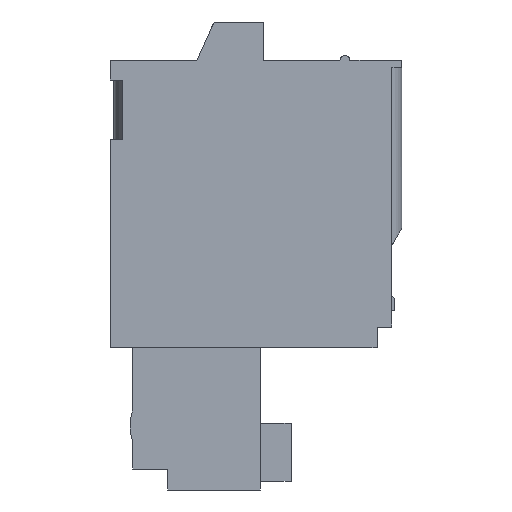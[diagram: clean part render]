
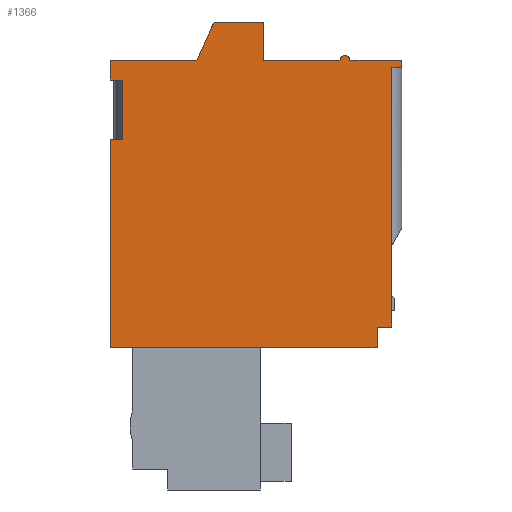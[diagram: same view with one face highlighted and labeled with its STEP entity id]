
A CAD part, left-side view. The second image highlights one B-rep face of the part: STEP entity #1366.
In plain terms, the highlighted planar face has unit normal (-1, 0, 0).
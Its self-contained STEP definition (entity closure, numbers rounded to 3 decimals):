
#1366 = ADVANCED_FACE( '', ( #2794 ), #2795, .T. );
#2794 = FACE_OUTER_BOUND( '', #4329, .T. );
#2795 = PLANE( '', #4330 );
#4329 = EDGE_LOOP( '', ( #8131, #8132, #8133, #8134, #8135, #8136, #8137, #8138, #8139, #8140, #8141, #8142, #8143, #8144, #8145, #8146, #8147, #8148 ) );
#4330 = AXIS2_PLACEMENT_3D( '', #8149, #8150, #8151 );
#8131 = ORIENTED_EDGE( '', *, *, #11159, .T. );
#8132 = ORIENTED_EDGE( '', *, *, #11160, .T. );
#8133 = ORIENTED_EDGE( '', *, *, #10749, .T. );
#8134 = ORIENTED_EDGE( '', *, *, #11161, .T. );
#8135 = ORIENTED_EDGE( '', *, *, #10857, .T. );
#8136 = ORIENTED_EDGE( '', *, *, #11162, .T. );
#8137 = ORIENTED_EDGE( '', *, *, #10657, .T. );
#8138 = ORIENTED_EDGE( '', *, *, #11072, .T. );
#8139 = ORIENTED_EDGE( '', *, *, #10910, .T. );
#8140 = ORIENTED_EDGE( '', *, *, #11163, .T. );
#8141 = ORIENTED_EDGE( '', *, *, #9835, .T. );
#8142 = ORIENTED_EDGE( '', *, *, #11164, .T. );
#8143 = ORIENTED_EDGE( '', *, *, #10466, .T. );
#8144 = ORIENTED_EDGE( '', *, *, #10731, .T. );
#8145 = ORIENTED_EDGE( '', *, *, #9696, .T. );
#8146 = ORIENTED_EDGE( '', *, *, #10383, .T. );
#8147 = ORIENTED_EDGE( '', *, *, #9584, .T. );
#8148 = ORIENTED_EDGE( '', *, *, #9662, .T. );
#8149 = CARTESIAN_POINT( '', ( -4.05, -4.1, 5.55 ) );
#8150 = DIRECTION( '', ( -1., 0., 0. ) );
#8151 = DIRECTION( '', ( 0., 0., 1. ) );
#9584 = EDGE_CURVE( '', #11506, #11507, #11508, .T. );
#9662 = EDGE_CURVE( '', #11507, #11648, #11650, .T. );
#9696 = EDGE_CURVE( '', #11708, #11706, #11709, .T. );
#9835 = EDGE_CURVE( '', #11960, #11958, #11961, .T. );
#10383 = EDGE_CURVE( '', #11706, #11506, #12867, .T. );
#10466 = EDGE_CURVE( '', #12992, #12993, #12994, .T. );
#10657 = EDGE_CURVE( '', #13283, #13284, #13285, .T. );
#10731 = EDGE_CURVE( '', #12993, #11708, #13387, .T. );
#10749 = EDGE_CURVE( '', #13412, #13413, #13414, .T. );
#10857 = EDGE_CURVE( '', #13554, #13555, #13556, .T. );
#10910 = EDGE_CURVE( '', #13622, #13620, #13623, .T. );
#11072 = EDGE_CURVE( '', #13284, #13622, #13828, .T. );
#11159 = EDGE_CURVE( '', #11648, #13933, #13934, .T. );
#11160 = EDGE_CURVE( '', #13933, #13412, #13935, .T. );
#11161 = EDGE_CURVE( '', #13413, #13554, #13936, .T. );
#11162 = EDGE_CURVE( '', #13555, #13283, #13937, .T. );
#11163 = EDGE_CURVE( '', #13620, #11960, #13938, .T. );
#11164 = EDGE_CURVE( '', #11958, #12992, #13939, .T. );
#11506 = VERTEX_POINT( '', #14340 );
#11507 = VERTEX_POINT( '', #14341 );
#11508 = LINE( '', #14342, #14343 );
#11648 = VERTEX_POINT( '', #14543 );
#11650 = LINE( '', #14546, #14547 );
#11706 = VERTEX_POINT( '', #14623 );
#11708 = VERTEX_POINT( '', #14626 );
#11709 = LINE( '', #14627, #14628 );
#11958 = VERTEX_POINT( '', #14987 );
#11960 = VERTEX_POINT( '', #14990 );
#11961 = LINE( '', #14991, #14992 );
#12867 = LINE( '', #16299, #16300 );
#12992 = VERTEX_POINT( '', #16478 );
#12993 = VERTEX_POINT( '', #16479 );
#12994 = LINE( '', #16480, #16481 );
#13283 = VERTEX_POINT( '', #16944 );
#13284 = VERTEX_POINT( '', #16945 );
#13285 = CIRCLE( '', #16946, 0.2 );
#13387 = LINE( '', #17112, #17113 );
#13412 = VERTEX_POINT( '', #17149 );
#13413 = VERTEX_POINT( '', #17150 );
#13414 = LINE( '', #17151, #17152 );
#13554 = VERTEX_POINT( '', #17380 );
#13555 = VERTEX_POINT( '', #17381 );
#13556 = LINE( '', #17382, #17383 );
#13620 = VERTEX_POINT( '', #17483 );
#13622 = VERTEX_POINT( '', #17486 );
#13623 = LINE( '', #17487, #17488 );
#13828 = LINE( '', #17788, #17789 );
#13933 = VERTEX_POINT( '', #17948 );
#13934 = LINE( '', #17949, #17950 );
#13935 = LINE( '', #17951, #17952 );
#13936 = LINE( '', #17953, #17954 );
#13937 = LINE( '', #17955, #17956 );
#13938 = LINE( '', #17957, #17958 );
#13939 = LINE( '', #17959, #17960 );
#14340 = CARTESIAN_POINT( '', ( -4.05, 5.4, 2.35 ) );
#14341 = CARTESIAN_POINT( '', ( -4.05, 5.4, -6.1 ) );
#14342 = CARTESIAN_POINT( '', ( -4.05, 5.4, 2.35 ) );
#14343 = VECTOR( '', #18383, 1000. );
#14543 = CARTESIAN_POINT( '', ( -4.05, -5.4, -6.1 ) );
#14546 = CARTESIAN_POINT( '', ( -4.05, 5.4, -6.1 ) );
#14547 = VECTOR( '', #18466, 1000. );
#14623 = CARTESIAN_POINT( '', ( -4.05, 4.9, 2.35 ) );
#14626 = CARTESIAN_POINT( '', ( -4.05, 4.9, 4.75 ) );
#14627 = CARTESIAN_POINT( '', ( -4.05, 4.9, 4.75 ) );
#14628 = VECTOR( '', #18503, 1000. );
#14987 = CARTESIAN_POINT( '', ( -4.05, 1.9, 5.55 ) );
#14990 = CARTESIAN_POINT( '', ( -4.05, 1.2, 7.1 ) );
#14991 = CARTESIAN_POINT( '', ( -4.05, 1.2, 7.1 ) );
#14992 = VECTOR( '', #18639, 1000. );
#16299 = CARTESIAN_POINT( '', ( -4.05, 4.9, 2.35 ) );
#16300 = VECTOR( '', #19191, 1000. );
#16478 = CARTESIAN_POINT( '', ( -4.05, 5.4, 5.55 ) );
#16479 = CARTESIAN_POINT( '', ( -4.05, 5.4, 4.75 ) );
#16480 = CARTESIAN_POINT( '', ( -4.05, 5.4, 5.55 ) );
#16481 = VECTOR( '', #19275, 1000. );
#16944 = CARTESIAN_POINT( '', ( -4.05, -4.3, 5.55 ) );
#16945 = CARTESIAN_POINT( '', ( -4.05, -3.9, 5.55 ) );
#16946 = AXIS2_PLACEMENT_3D( '', #19447, #19448, #19449 );
#17112 = CARTESIAN_POINT( '', ( -4.05, 5.4, 4.75 ) );
#17113 = VECTOR( '', #19513, 1000. );
#17149 = CARTESIAN_POINT( '', ( -4.05, -6., -5.25 ) );
#17150 = CARTESIAN_POINT( '', ( -4.05, -6., 5.25 ) );
#17151 = CARTESIAN_POINT( '', ( -4.05, -6., -5.25 ) );
#17152 = VECTOR( '', #19528, 1000. );
#17380 = CARTESIAN_POINT( '', ( -4.05, -6.4, 5.25 ) );
#17381 = CARTESIAN_POINT( '', ( -4.05, -6.4, 5.55 ) );
#17382 = CARTESIAN_POINT( '', ( -4.05, -6.4, 5.25 ) );
#17383 = VECTOR( '', #19613, 1000. );
#17483 = CARTESIAN_POINT( '', ( -4.05, -0.8, 7.1 ) );
#17486 = CARTESIAN_POINT( '', ( -4.05, -0.8, 5.55 ) );
#17487 = CARTESIAN_POINT( '', ( -4.05, -0.8, 5.55 ) );
#17488 = VECTOR( '', #19654, 1000. );
#17788 = CARTESIAN_POINT( '', ( -4.05, -3.9, 5.55 ) );
#17789 = VECTOR( '', #19792, 1000. );
#17948 = CARTESIAN_POINT( '', ( -4.05, -5.4, -5.25 ) );
#17949 = CARTESIAN_POINT( '', ( -4.05, -5.4, -6.1 ) );
#17950 = VECTOR( '', #19864, 1000. );
#17951 = CARTESIAN_POINT( '', ( -4.05, -5.4, -5.25 ) );
#17952 = VECTOR( '', #19865, 1000. );
#17953 = CARTESIAN_POINT( '', ( -4.05, -6., 5.25 ) );
#17954 = VECTOR( '', #19866, 1000. );
#17955 = CARTESIAN_POINT( '', ( -4.05, -6.4, 5.55 ) );
#17956 = VECTOR( '', #19867, 1000. );
#17957 = CARTESIAN_POINT( '', ( -4.05, -0.8, 7.1 ) );
#17958 = VECTOR( '', #19868, 1000. );
#17959 = CARTESIAN_POINT( '', ( -4.05, 1.9, 5.55 ) );
#17960 = VECTOR( '', #19869, 1000. );
#18383 = DIRECTION( '', ( 0., 0., -1. ) );
#18466 = DIRECTION( '', ( 0., -1., 0. ) );
#18503 = DIRECTION( '', ( 0., 0., -1. ) );
#18639 = DIRECTION( '', ( 0., 0.412, -0.911 ) );
#19191 = DIRECTION( '', ( 0., 1., 0. ) );
#19275 = DIRECTION( '', ( 0., 0., -1. ) );
#19447 = CARTESIAN_POINT( '', ( -4.05, -4.1, 5.55 ) );
#19448 = DIRECTION( '', ( -1., 0., 0. ) );
#19449 = DIRECTION( '', ( 0., -1., 0. ) );
#19513 = DIRECTION( '', ( 0., -1., 0. ) );
#19528 = DIRECTION( '', ( 0., 0., 1. ) );
#19613 = DIRECTION( '', ( 0., 0., 1. ) );
#19654 = DIRECTION( '', ( 0., 0., 1. ) );
#19792 = DIRECTION( '', ( 0., 1., 0. ) );
#19864 = DIRECTION( '', ( 0., 0., 1. ) );
#19865 = DIRECTION( '', ( 0., -1., 0. ) );
#19866 = DIRECTION( '', ( 0., -1., 0. ) );
#19867 = DIRECTION( '', ( 0., 1., 0. ) );
#19868 = DIRECTION( '', ( 0., 1., 0. ) );
#19869 = DIRECTION( '', ( 0., 1., 0. ) );
